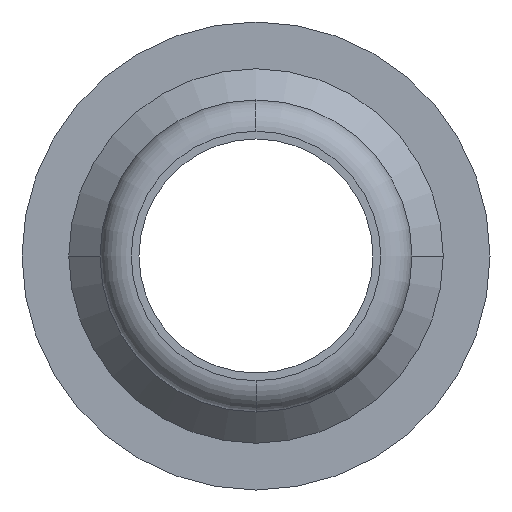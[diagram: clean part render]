
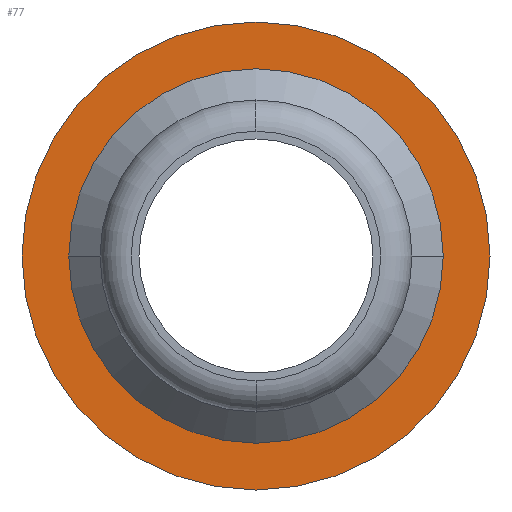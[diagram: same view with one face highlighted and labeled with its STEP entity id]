
A CAD part, front view. The second image highlights one B-rep face of the part: STEP entity #77.
In plain terms, the highlighted planar face has unit normal (0, -1, 0).
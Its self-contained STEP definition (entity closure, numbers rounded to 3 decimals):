
#77=ADVANCED_FACE('',(#194,#195),#196,.T.);
#194=FACE_OUTER_BOUND('',#357,.T.);
#195=FACE_BOUND('',#358,.T.);
#196=PLANE('',#359);
#357=EDGE_LOOP('',(#524,#525));
#358=EDGE_LOOP('',(#526,#527));
#359=AXIS2_PLACEMENT_3D('',#528,#529,#530);
#524=ORIENTED_EDGE('',*,*,#916,.T.);
#525=ORIENTED_EDGE('',*,*,#917,.T.);
#526=ORIENTED_EDGE('',*,*,#918,.F.);
#527=ORIENTED_EDGE('',*,*,#919,.F.);
#528=CARTESIAN_POINT('',(0.0,20.0,0.0));
#529=DIRECTION('',(0.0,-1.0,0.0));
#530=DIRECTION('',(-1.0,0.0,0.0));
#916=EDGE_CURVE('',#1074,#1075,#1076,.T.);
#917=EDGE_CURVE('',#1075,#1074,#1077,.T.);
#918=EDGE_CURVE('',#1078,#1079,#1080,.T.);
#919=EDGE_CURVE('',#1079,#1078,#1081,.T.);
#1074=VERTEX_POINT('',#1289);
#1075=VERTEX_POINT('',#1290);
#1076=CIRCLE('',#1291,7.5);
#1077=CIRCLE('',#1292,7.5);
#1078=VERTEX_POINT('',#1293);
#1079=VERTEX_POINT('',#1294);
#1080=CIRCLE('',#1295,6.0);
#1081=CIRCLE('',#1296,6.0);
#1289=CARTESIAN_POINT('',(7.5,20.0,0.0));
#1290=CARTESIAN_POINT('',(-7.5,20.0,0.));
#1291=AXIS2_PLACEMENT_3D('',#1531,#1532,#1533);
#1292=AXIS2_PLACEMENT_3D('',#1534,#1535,#1536);
#1293=CARTESIAN_POINT('',(-6.0,20.0,0.));
#1294=CARTESIAN_POINT('',(6.0,20.0,0.));
#1295=AXIS2_PLACEMENT_3D('',#1537,#1538,#1539);
#1296=AXIS2_PLACEMENT_3D('',#1540,#1541,#1542);
#1531=CARTESIAN_POINT('',(0.0,20.0,0.0));
#1532=DIRECTION('',(0.0,-1.0,0.0));
#1533=DIRECTION('',(1.0,0.0,0.0));
#1534=CARTESIAN_POINT('',(0.0,20.0,0.0));
#1535=DIRECTION('',(0.0,-1.0,0.0));
#1536=DIRECTION('',(1.0,0.0,0.0));
#1537=CARTESIAN_POINT('',(0.0,20.0,0.0));
#1538=DIRECTION('',(0.0,-1.0,0.0));
#1539=DIRECTION('',(1.0,0.0,0.0));
#1540=CARTESIAN_POINT('',(0.0,20.0,0.0));
#1541=DIRECTION('',(0.0,-1.0,0.0));
#1542=DIRECTION('',(1.0,0.0,0.0));
